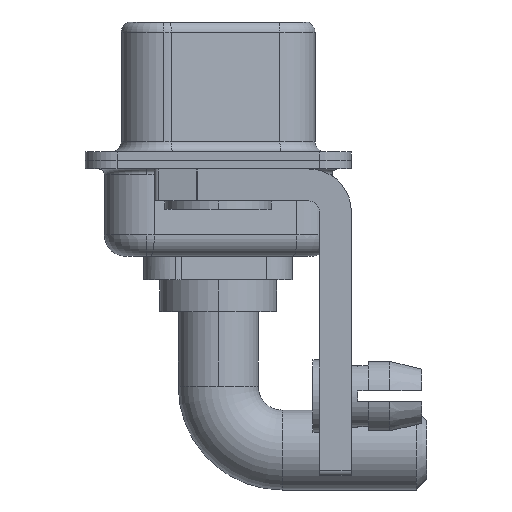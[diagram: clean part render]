
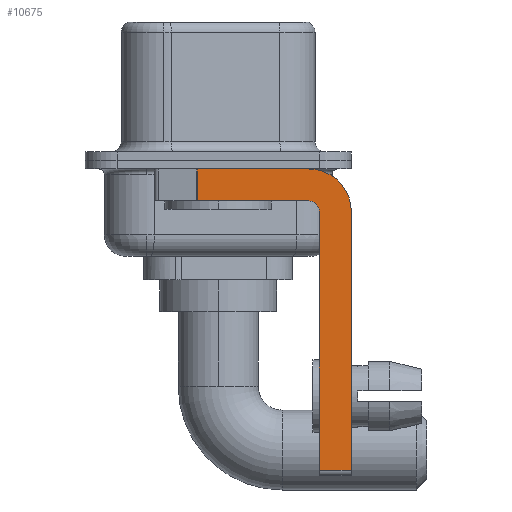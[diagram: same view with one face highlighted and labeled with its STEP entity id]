
A CAD part, left-side view. The second image highlights one B-rep face of the part: STEP entity #10675.
In plain terms, the highlighted planar face has unit normal (-1, 0, 0).
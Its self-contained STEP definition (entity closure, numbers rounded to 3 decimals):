
#7 = DIRECTION ( 'NONE',  ( -1., 0., 0. ) ) ;
#560 = CARTESIAN_POINT ( 'NONE',  ( -2.9, -4.25, -0.4 ) ) ;
#702 = CARTESIAN_POINT ( 'NONE',  ( -2.9, -4.25, -1.9 ) ) ;
#1385 = VERTEX_POINT ( 'NONE', #13177 ) ;
#1389 = DIRECTION ( 'NONE',  ( 0., 0., 1. ) ) ;
#1591 = LINE ( 'NONE', #1679, #2078 ) ;
#1631 = DIRECTION ( 'NONE',  ( 0., 0., -1. ) ) ;
#1679 = CARTESIAN_POINT ( 'NONE',  ( -2.9, -6.25, -2.4 ) ) ;
#1696 = CIRCLE ( 'NONE', #11889, 0.5 ) ;
#1868 = AXIS2_PLACEMENT_3D ( 'NONE', #8721, #12663, #1631 ) ;
#2078 = VECTOR ( 'NONE', #5687, 1000. ) ;
#2490 = ORIENTED_EDGE ( 'NONE', *, *, #14685, .F. ) ;
#2586 = VECTOR ( 'NONE', #15942, 1000. ) ;
#2982 = LINE ( 'NONE', #8529, #3614 ) ;
#3515 = VERTEX_POINT ( 'NONE', #14323 ) ;
#3614 = VECTOR ( 'NONE', #4513, 1000. ) ;
#3897 = CARTESIAN_POINT ( 'NONE',  ( -2.9, -4.25, -2.4 ) ) ;
#3948 = EDGE_CURVE ( 'NONE', #14360, #1385, #6819, .T. ) ;
#4092 = VERTEX_POINT ( 'NONE', #6266 ) ;
#4212 = CARTESIAN_POINT ( 'NONE',  ( -2.9, 3., -0.4 ) ) ;
#4298 = DIRECTION ( 'NONE',  ( 0., -1., 0. ) ) ;
#4373 = ORIENTED_EDGE ( 'NONE', *, *, #5621, .T. ) ;
#4513 = DIRECTION ( 'NONE',  ( 0., 0., -1. ) ) ;
#4615 = CARTESIAN_POINT ( 'NONE',  ( -2.9, -4.25, -14.55 ) ) ;
#4798 = AXIS2_PLACEMENT_3D ( 'NONE', #3897, #15036, #6638 ) ;
#5621 = EDGE_CURVE ( 'NONE', #4092, #13807, #2982, .T. ) ;
#5684 = DIRECTION ( 'NONE',  ( 0., 0., 1. ) ) ;
#5687 = DIRECTION ( 'NONE',  ( 0., 0., -1. ) ) ;
#5969 = EDGE_LOOP ( 'NONE', ( #16429, #4373, #2490, #11529, #9325, #13315, #6905, #7115 ) ) ;
#6266 = CARTESIAN_POINT ( 'NONE',  ( -2.9, 0.978, -0.4 ) ) ;
#6538 = VERTEX_POINT ( 'NONE', #12401 ) ;
#6638 = DIRECTION ( 'NONE',  ( 0., 0., -1. ) ) ;
#6819 = CIRCLE ( 'NONE', #1868, 2. ) ;
#6905 = ORIENTED_EDGE ( 'NONE', *, *, #18011, .F. ) ;
#6964 = LINE ( 'NONE', #8505, #8413 ) ;
#7042 = CARTESIAN_POINT ( 'NONE',  ( -2.9, -4.25, -2.4 ) ) ;
#7115 = ORIENTED_EDGE ( 'NONE', *, *, #3948, .F. ) ;
#7389 = VERTEX_POINT ( 'NONE', #11910 ) ;
#7453 = LINE ( 'NONE', #4615, #7814 ) ;
#7814 = VECTOR ( 'NONE', #10183, 1000. ) ;
#8117 = EDGE_CURVE ( 'NONE', #7389, #3515, #1696, .T. ) ;
#8141 = EDGE_CURVE ( 'NONE', #4092, #14360, #10947, .T. ) ;
#8413 = VECTOR ( 'NONE', #5684, 1000. ) ;
#8505 = CARTESIAN_POINT ( 'NONE',  ( -2.9, -4.75, -14.8 ) ) ;
#8529 = CARTESIAN_POINT ( 'NONE',  ( -2.9, 0.978, -1.9 ) ) ;
#8560 = VERTEX_POINT ( 'NONE', #12657 ) ;
#8721 = CARTESIAN_POINT ( 'NONE',  ( -2.9, -4.25, -2.4 ) ) ;
#9325 = ORIENTED_EDGE ( 'NONE', *, *, #16620, .F. ) ;
#10183 = DIRECTION ( 'NONE',  ( 0., -1., 0. ) ) ;
#10675 = ADVANCED_FACE ( 'NONE', ( #12032 ), #13478, .F. ) ;
#10947 = LINE ( 'NONE', #4212, #15202 ) ;
#11529 = ORIENTED_EDGE ( 'NONE', *, *, #8117, .F. ) ;
#11889 = AXIS2_PLACEMENT_3D ( 'NONE', #7042, #7, #1389 ) ;
#11910 = CARTESIAN_POINT ( 'NONE',  ( -2.9, -4.75, -2.4 ) ) ;
#12032 = FACE_OUTER_BOUND ( 'NONE', #5969, .T. ) ;
#12401 = CARTESIAN_POINT ( 'NONE',  ( -2.9, -4.75, -14.55 ) ) ;
#12657 = CARTESIAN_POINT ( 'NONE',  ( -2.9, -6.25, -14.55 ) ) ;
#12663 = DIRECTION ( 'NONE',  ( 1., 0., 0. ) ) ;
#13177 = CARTESIAN_POINT ( 'NONE',  ( -2.9, -6.25, -2.4 ) ) ;
#13315 = ORIENTED_EDGE ( 'NONE', *, *, #14649, .T. ) ;
#13478 = PLANE ( 'NONE',  #4798 ) ;
#13807 = VERTEX_POINT ( 'NONE', #14075 ) ;
#14075 = CARTESIAN_POINT ( 'NONE',  ( -2.9, 0.978, -1.9 ) ) ;
#14323 = CARTESIAN_POINT ( 'NONE',  ( -2.9, -4.25, -1.9 ) ) ;
#14360 = VERTEX_POINT ( 'NONE', #560 ) ;
#14649 = EDGE_CURVE ( 'NONE', #6538, #8560, #7453, .T. ) ;
#14685 = EDGE_CURVE ( 'NONE', #3515, #13807, #16123, .T. ) ;
#15036 = DIRECTION ( 'NONE',  ( 1., 0., 0. ) ) ;
#15202 = VECTOR ( 'NONE', #4298, 1000. ) ;
#15942 = DIRECTION ( 'NONE',  ( 0., 1., 0. ) ) ;
#16123 = LINE ( 'NONE', #702, #2586 ) ;
#16429 = ORIENTED_EDGE ( 'NONE', *, *, #8141, .F. ) ;
#16620 = EDGE_CURVE ( 'NONE', #6538, #7389, #6964, .T. ) ;
#18011 = EDGE_CURVE ( 'NONE', #1385, #8560, #1591, .T. ) ;
